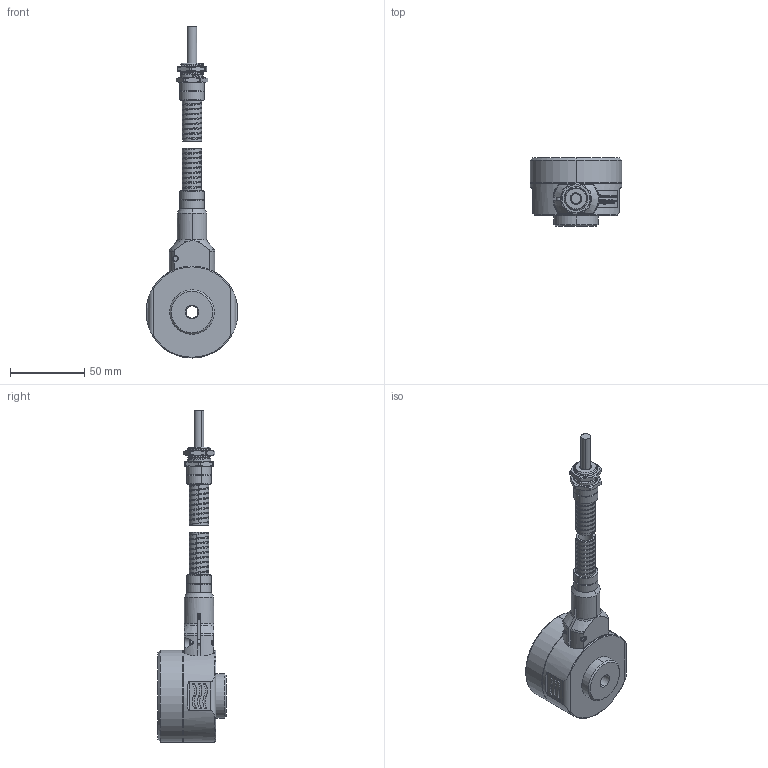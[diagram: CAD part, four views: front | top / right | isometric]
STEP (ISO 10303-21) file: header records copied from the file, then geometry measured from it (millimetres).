
FILE_DESCRIPTION((''),'2;1');
FILE_NAME('CAD-8142_ASM','2022-01-17T11:12:09',('creinig-se'),(''),'CREO PARAMETRIC BY PTC INC, 2019292','CREO PARAMETRIC BY PTC INC, 2019292','');
FILE_SCHEMA(('CONFIG_CONTROL_DESIGN','SHAPE_APPEARANCE_LAYERS_GROUPS'));
Length unit declared in the file: millimetre
Products named in the file (5): CAD-8142_23905; CAD-8142_59397; CAD-8142_NONE; CAD-8142_ROTATION; CAD-8142_ASM
Assembly tree (4 placements, depth 2):
  CAD-8142_ASM
    CAD-8142_23905
    CAD-8142_59397
    CAD-8142_NONE
    CAD-8142_ROTATION
Bounding box: 62 x 46 x 224 mm (x, y, z)
Volume: 143225.6 mm3; surface area: 33732 mm2
Topology: 4 solids, 9 shells, 1137 faces, 4002 edges, 2986 vertices
Faces by surface type: plane 510, cylinder 374, torus 133, cone 76, bspline 29, sphere 15
Entity records: 68536 total; most frequent: CARTESIAN_POINT 22111, ORIENTED_EDGE 7956, DIRECTION 6112, PRESENTATION_STYLE_ASSIGNMENT 4073, STYLED_ITEM 4009, CURVE_STYLE 3978, EDGE_CURVE 3978, VERTEX_POINT 2986
